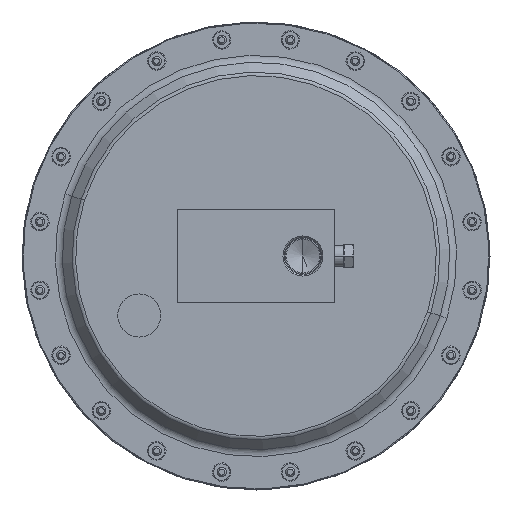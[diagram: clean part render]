
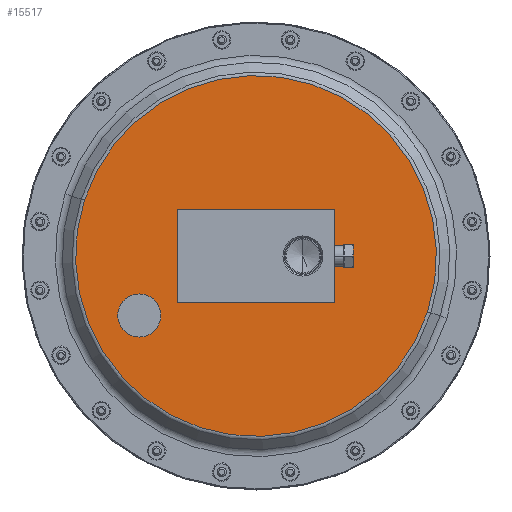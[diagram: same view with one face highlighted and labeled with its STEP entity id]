
A CAD part, left-side view. The second image highlights one B-rep face of the part: STEP entity #15517.
In plain terms, the highlighted planar face has unit normal (-1, 0, 0).
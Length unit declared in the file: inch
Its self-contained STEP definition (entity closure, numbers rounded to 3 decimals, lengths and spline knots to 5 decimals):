
#15 = CIRCLE ( 'NONE', #13092, 4.81984 ) ;
#711 = DIRECTION ( 'NONE',  ( 0., -0.951, -0.309 ) ) ;
#1389 = CARTESIAN_POINT ( 'NONE',  ( 1.261, 3.11852, -1.58897 ) ) ;
#1886 = CIRCLE ( 'NONE', #14993, 4.81984 ) ;
#1965 = DIRECTION ( 'NONE',  ( 0., 0., 1. ) ) ;
#2267 = CARTESIAN_POINT ( 'NONE',  ( 1.261, -1.15, -1.15 ) ) ;
#2321 = CARTESIAN_POINT ( 'NONE',  ( 1.261, -1.15, 1.15 ) ) ;
#2515 = EDGE_LOOP ( 'NONE', ( #21214, #8475 ) ) ;
#3274 = EDGE_CURVE ( 'NONE', #11367, #21814, #18749, .T. ) ;
#3775 = CARTESIAN_POINT ( 'NONE',  ( 1.261, 3.11852, -1.01397 ) ) ;
#3895 = CARTESIAN_POINT ( 'NONE',  ( 1.261, 1.48941, -4.58394 ) ) ;
#4083 = DIRECTION ( 'NONE',  ( -1., 0., 0. ) ) ;
#4636 = FACE_BOUND ( 'NONE', #15346, .T. ) ;
#5550 = VECTOR ( 'NONE', #14743, 39.37008 ) ;
#5562 = LINE ( 'NONE', #11271, #12871 ) ;
#5821 = CARTESIAN_POINT ( 'NONE',  ( 1.261, 1.15, 1.15 ) ) ;
#5900 = EDGE_CURVE ( 'NONE', #5979, #8938, #15, .T. ) ;
#5979 = VERTEX_POINT ( 'NONE', #10947 ) ;
#6596 = CARTESIAN_POINT ( 'NONE',  ( 1.261, 1.15, -1.15 ) ) ;
#6864 = CIRCLE ( 'NONE', #11075, 0.575 ) ;
#7268 = ORIENTED_EDGE ( 'NONE', *, *, #17611, .F. ) ;
#7817 = VECTOR ( 'NONE', #12861, 39.37008 ) ;
#7981 = DIRECTION ( 'NONE',  ( 0., -0.951, -0.309 ) ) ;
#8092 = EDGE_CURVE ( 'NONE', #21814, #11367, #6864, .T. ) ;
#8129 = ORIENTED_EDGE ( 'NONE', *, *, #13102, .F. ) ;
#8475 = ORIENTED_EDGE ( 'NONE', *, *, #13701, .F. ) ;
#8581 = CARTESIAN_POINT ( 'NONE',  ( 1.261, 4.58394, 1.48941 ) ) ;
#8673 = DIRECTION ( 'NONE',  ( 1., 0., 0. ) ) ;
#8759 = VERTEX_POINT ( 'NONE', #12294 ) ;
#8938 = VERTEX_POINT ( 'NONE', #8581 ) ;
#9098 = DIRECTION ( 'NONE',  ( 0., -1., 0. ) ) ;
#10113 = EDGE_LOOP ( 'NONE', ( #26239, #14277, #7268, #8129 ) ) ;
#10947 = CARTESIAN_POINT ( 'NONE',  ( 1.261, -4.58394, -1.48941 ) ) ;
#11075 = AXIS2_PLACEMENT_3D ( 'NONE', #1389, #11890, #15961 ) ;
#11129 = EDGE_CURVE ( 'NONE', #22789, #11388, #5562, .T. ) ;
#11271 = CARTESIAN_POINT ( 'NONE',  ( 1.261, -1.15, -1.15 ) ) ;
#11367 = VERTEX_POINT ( 'NONE', #16044 ) ;
#11388 = VERTEX_POINT ( 'NONE', #2267 ) ;
#11725 = AXIS2_PLACEMENT_3D ( 'NONE', #18418, #4083, #1965 ) ;
#11890 = DIRECTION ( 'NONE',  ( -1., 0., 0. ) ) ;
#12131 = DIRECTION ( 'NONE',  ( 1., 0., 0. ) ) ;
#12294 = CARTESIAN_POINT ( 'NONE',  ( 1.261, -1.15, 1.15 ) ) ;
#12304 = FACE_BOUND ( 'NONE', #10113, .T. ) ;
#12398 = LINE ( 'NONE', #21340, #13323 ) ;
#12861 = DIRECTION ( 'NONE',  ( 0., 0., -1. ) ) ;
#12871 = VECTOR ( 'NONE', #9098, 39.37008 ) ;
#12897 = CARTESIAN_POINT ( 'NONE',  ( 1.261, 0., 0. ) ) ;
#13092 = AXIS2_PLACEMENT_3D ( 'NONE', #12897, #8673, #711 ) ;
#13102 = EDGE_CURVE ( 'NONE', #11388, #8759, #12398, .T. ) ;
#13323 = VECTOR ( 'NONE', #23287, 39.37008 ) ;
#13701 = EDGE_CURVE ( 'NONE', #8938, #5979, #1886, .T. ) ;
#14127 = DIRECTION ( 'NONE',  ( 0., 0.951, 0.309 ) ) ;
#14233 = CARTESIAN_POINT ( 'NONE',  ( 1.261, 0., 0. ) ) ;
#14277 = ORIENTED_EDGE ( 'NONE', *, *, #23914, .F. ) ;
#14743 = DIRECTION ( 'NONE',  ( 0., 1., 0. ) ) ;
#14993 = AXIS2_PLACEMENT_3D ( 'NONE', #14233, #12131, #7981 ) ;
#15346 = EDGE_LOOP ( 'NONE', ( #17186, #17698 ) ) ;
#15517 = ADVANCED_FACE ( 'NONE', ( #12304, #17048, #4636 ), #23877, .T. ) ;
#15961 = DIRECTION ( 'NONE',  ( 0., 0., 1. ) ) ;
#16044 = CARTESIAN_POINT ( 'NONE',  ( 1.261, 3.11852, -2.16397 ) ) ;
#16451 = AXIS2_PLACEMENT_3D ( 'NONE', #3895, #24575, #14127 ) ;
#17048 = FACE_OUTER_BOUND ( 'NONE', #2515, .T. ) ;
#17186 = ORIENTED_EDGE ( 'NONE', *, *, #3274, .F. ) ;
#17611 = EDGE_CURVE ( 'NONE', #8759, #19739, #21142, .T. ) ;
#17698 = ORIENTED_EDGE ( 'NONE', *, *, #8092, .F. ) ;
#18418 = CARTESIAN_POINT ( 'NONE',  ( 1.261, 3.11852, -1.58897 ) ) ;
#18749 = CIRCLE ( 'NONE', #11725, 0.575 ) ;
#19185 = CARTESIAN_POINT ( 'NONE',  ( 1.261, 1.15, -1.15 ) ) ;
#19306 = LINE ( 'NONE', #19185, #7817 ) ;
#19739 = VERTEX_POINT ( 'NONE', #5821 ) ;
#21142 = LINE ( 'NONE', #2321, #5550 ) ;
#21214 = ORIENTED_EDGE ( 'NONE', *, *, #5900, .F. ) ;
#21340 = CARTESIAN_POINT ( 'NONE',  ( 1.261, -1.15, -1.15 ) ) ;
#21814 = VERTEX_POINT ( 'NONE', #3775 ) ;
#22789 = VERTEX_POINT ( 'NONE', #6596 ) ;
#23287 = DIRECTION ( 'NONE',  ( 0., 0., 1. ) ) ;
#23877 = PLANE ( 'NONE',  #16451 ) ;
#23914 = EDGE_CURVE ( 'NONE', #19739, #22789, #19306, .T. ) ;
#24575 = DIRECTION ( 'NONE',  ( -1., 0., 0. ) ) ;
#26239 = ORIENTED_EDGE ( 'NONE', *, *, #11129, .F. ) ;
